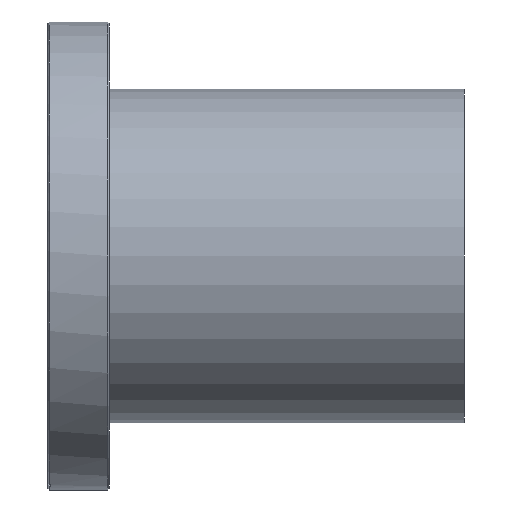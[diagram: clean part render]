
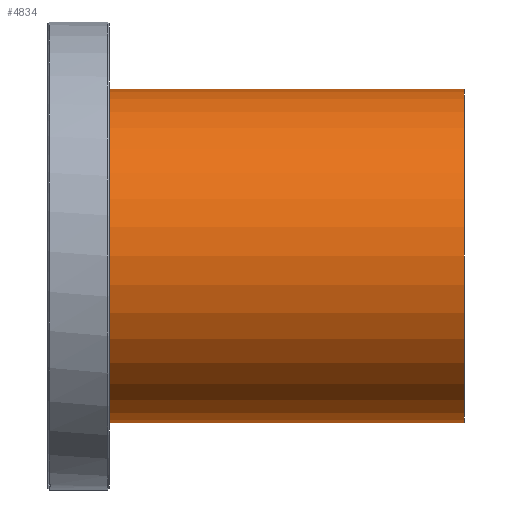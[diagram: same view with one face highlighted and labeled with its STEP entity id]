
A CAD part, left-side view. The second image highlights one B-rep face of the part: STEP entity #4834.
In plain terms, the highlighted cylindrical face has radius 54 mm (diameter 108 mm), a partial arc.
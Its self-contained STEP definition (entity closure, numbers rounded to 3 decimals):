
#269 = DIRECTION ( 'NONE',  ( 0., 1., 0. ) ) ;
#333 = EDGE_CURVE ( 'NONE', #2376, #4231, #3038, .T. ) ;
#710 = ORIENTED_EDGE ( 'NONE', *, *, #923, .T. ) ;
#771 = CARTESIAN_POINT ( 'NONE',  ( 0., 123.9, 54. ) ) ;
#923 = EDGE_CURVE ( 'NONE', #2376, #2316, #2483, .T. ) ;
#1164 = EDGE_LOOP ( 'NONE', ( #2011, #3624, #710, #2865 ) ) ;
#1197 = CARTESIAN_POINT ( 'NONE',  ( 0., 123.9, 0. ) ) ;
#1384 = AXIS2_PLACEMENT_3D ( 'NONE', #2550, #269, #2943 ) ;
#1389 = EDGE_CURVE ( 'NONE', #4231, #3239, #3200, .T. ) ;
#1481 = VECTOR ( 'NONE', #1867, 1000. ) ;
#1514 = CARTESIAN_POINT ( 'NONE',  ( 0., 0., 54. ) ) ;
#1731 = CARTESIAN_POINT ( 'NONE',  ( 0., 0., 0. ) ) ;
#1867 = DIRECTION ( 'NONE',  ( 0., -1., 0. ) ) ;
#1938 = VECTOR ( 'NONE', #4610, 1000. ) ;
#2011 = ORIENTED_EDGE ( 'NONE', *, *, #1389, .F. ) ;
#2111 = DIRECTION ( 'NONE',  ( 0., 0., 1. ) ) ;
#2227 = AXIS2_PLACEMENT_3D ( 'NONE', #1197, #4276, #2334 ) ;
#2303 = CARTESIAN_POINT ( 'NONE',  ( 0., 123.9, 54. ) ) ;
#2316 = VERTEX_POINT ( 'NONE', #3333 ) ;
#2334 = DIRECTION ( 'NONE',  ( 0., 0., -1. ) ) ;
#2376 = VERTEX_POINT ( 'NONE', #4905 ) ;
#2402 = FACE_OUTER_BOUND ( 'NONE', #1164, .T. ) ;
#2483 = LINE ( 'NONE', #2562, #1481 ) ;
#2550 = CARTESIAN_POINT ( 'NONE',  ( 0., 123.9, 0. ) ) ;
#2562 = CARTESIAN_POINT ( 'NONE',  ( 0., 123.9, -54. ) ) ;
#2847 = CIRCLE ( 'NONE', #4689, 54. ) ;
#2865 = ORIENTED_EDGE ( 'NONE', *, *, #3579, .T. ) ;
#2943 = DIRECTION ( 'NONE',  ( 0., 0., 1. ) ) ;
#3038 = CIRCLE ( 'NONE', #1384, 54. ) ;
#3200 = LINE ( 'NONE', #2303, #1938 ) ;
#3239 = VERTEX_POINT ( 'NONE', #1514 ) ;
#3328 = CYLINDRICAL_SURFACE ( 'NONE', #2227, 54. ) ;
#3333 = CARTESIAN_POINT ( 'NONE',  ( 0., 0., -54. ) ) ;
#3579 = EDGE_CURVE ( 'NONE', #2316, #3239, #2847, .T. ) ;
#3624 = ORIENTED_EDGE ( 'NONE', *, *, #333, .F. ) ;
#4231 = VERTEX_POINT ( 'NONE', #771 ) ;
#4276 = DIRECTION ( 'NONE',  ( 0., -1., 0. ) ) ;
#4422 = DIRECTION ( 'NONE',  ( 0., 1., 0. ) ) ;
#4610 = DIRECTION ( 'NONE',  ( 0., -1., 0. ) ) ;
#4689 = AXIS2_PLACEMENT_3D ( 'NONE', #1731, #4422, #2111 ) ;
#4834 = ADVANCED_FACE ( 'NONE', ( #2402 ), #3328, .T. ) ;
#4905 = CARTESIAN_POINT ( 'NONE',  ( 0., 123.9, -54. ) ) ;
